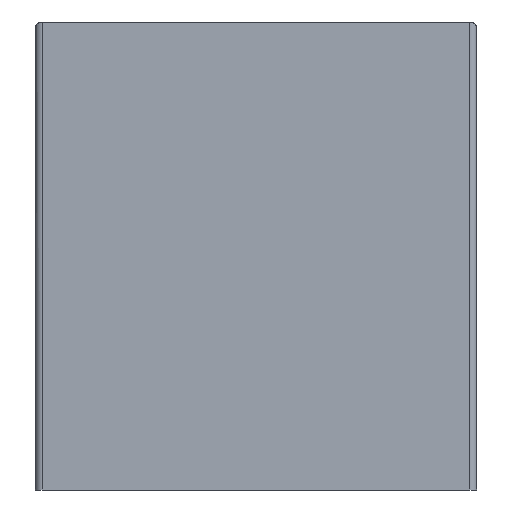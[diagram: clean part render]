
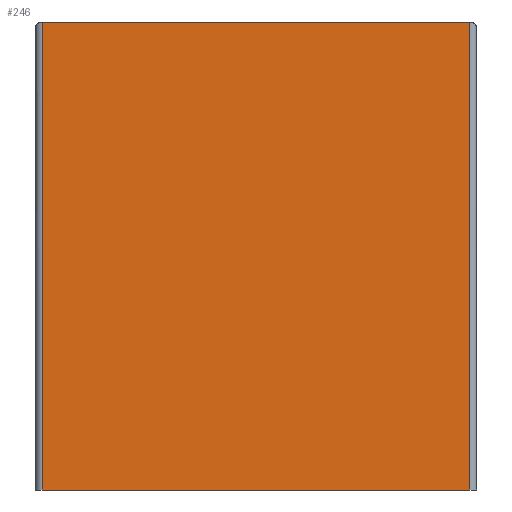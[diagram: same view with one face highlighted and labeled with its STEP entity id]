
A CAD part, front view. The second image highlights one B-rep face of the part: STEP entity #246.
In plain terms, the highlighted planar face has unit normal (0, -1, 0).
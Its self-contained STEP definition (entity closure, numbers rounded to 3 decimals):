
#111 = ORIENTED_EDGE ( 'NONE', *, *, #1487, .T. ) ;
#194 = DIRECTION ( 'NONE',  ( 0., 0., 1. ) ) ;
#200 = DIRECTION ( 'NONE',  ( 0., 0., 1. ) ) ;
#231 = DIRECTION ( 'NONE',  ( 0., 1., 0. ) ) ;
#244 = AXIS2_PLACEMENT_3D ( 'NONE', #342, #231, #194 ) ;
#246 = ADVANCED_FACE ( 'NONE', ( #1149 ), #248, .F. ) ;
#248 = PLANE ( 'NONE',  #244 ) ;
#334 = CARTESIAN_POINT ( 'NONE',  ( 80., -53., -942. ) ) ;
#342 = CARTESIAN_POINT ( 'NONE',  ( 0., -53., 1000. ) ) ;
#537 = CARTESIAN_POINT ( 'NONE',  ( 80., -53., -767. ) ) ;
#778 = VECTOR ( 'NONE', #1017, 1000. ) ;
#786 = VECTOR ( 'NONE', #822, 1000. ) ;
#790 = CARTESIAN_POINT ( 'NONE',  ( -82.5, -53., -767. ) ) ;
#792 = VECTOR ( 'NONE', #1398, 1000. ) ;
#794 = LINE ( 'NONE', #1659, #778 ) ;
#797 = LINE ( 'NONE', #1443, #786 ) ;
#809 = VECTOR ( 'NONE', #200, 1000. ) ;
#817 = LINE ( 'NONE', #858, #809 ) ;
#820 = LINE ( 'NONE', #790, #792 ) ;
#822 = DIRECTION ( 'NONE',  ( 0., 0., -1. ) ) ;
#858 = CARTESIAN_POINT ( 'NONE',  ( 80., -53., 1000. ) ) ;
#952 = VERTEX_POINT ( 'NONE', #537 ) ;
#1017 = DIRECTION ( 'NONE',  ( 1., 0., 0. ) ) ;
#1107 = VERTEX_POINT ( 'NONE', #1928 ) ;
#1149 = FACE_OUTER_BOUND ( 'NONE', #1951, .T. ) ;
#1295 = VERTEX_POINT ( 'NONE', #1968 ) ;
#1398 = DIRECTION ( 'NONE',  ( 1., 0., 0. ) ) ;
#1443 = CARTESIAN_POINT ( 'NONE',  ( -80., -53., 1000. ) ) ;
#1478 = EDGE_CURVE ( 'NONE', #2082, #952, #817, .T. ) ;
#1483 = EDGE_CURVE ( 'NONE', #1295, #952, #820, .T. ) ;
#1487 = EDGE_CURVE ( 'NONE', #1295, #1107, #797, .T. ) ;
#1491 = EDGE_CURVE ( 'NONE', #1107, #2082, #794, .T. ) ;
#1653 = ORIENTED_EDGE ( 'NONE', *, *, #1483, .F. ) ;
#1659 = CARTESIAN_POINT ( 'NONE',  ( -82.5, -53., -942. ) ) ;
#1767 = ORIENTED_EDGE ( 'NONE', *, *, #1491, .T. ) ;
#1928 = CARTESIAN_POINT ( 'NONE',  ( -80., -53., -942. ) ) ;
#1951 = EDGE_LOOP ( 'NONE', ( #2059, #1653, #111, #1767 ) ) ;
#1968 = CARTESIAN_POINT ( 'NONE',  ( -80., -53., -767. ) ) ;
#2059 = ORIENTED_EDGE ( 'NONE', *, *, #1478, .T. ) ;
#2082 = VERTEX_POINT ( 'NONE', #334 ) ;
